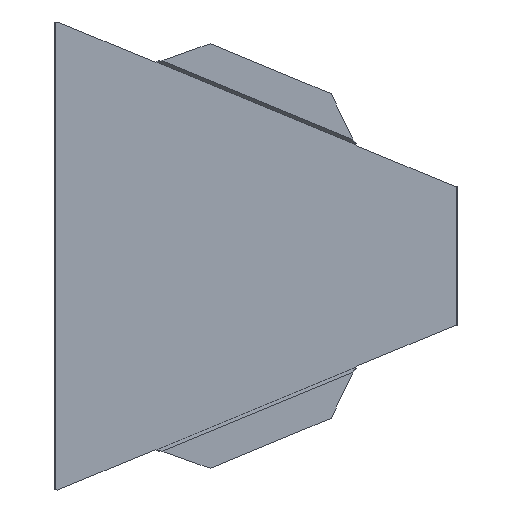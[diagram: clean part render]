
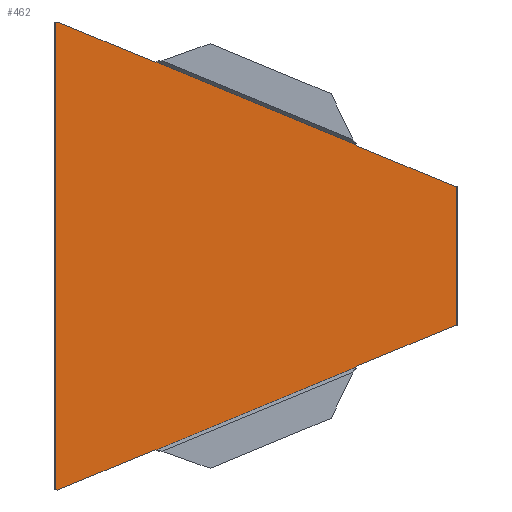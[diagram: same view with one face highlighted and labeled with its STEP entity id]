
A CAD part, front view. The second image highlights one B-rep face of the part: STEP entity #462.
In plain terms, the highlighted planar face has unit normal (0, -1, 0).
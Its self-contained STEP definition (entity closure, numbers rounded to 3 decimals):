
#23 = CARTESIAN_POINT ( 'NONE',  ( -45.963, -0.7, -88.793 ) ) ;
#31 = CARTESIAN_POINT ( 'NONE',  ( -46.194, -0.7, -88.745 ) ) ;
#42 = CARTESIAN_POINT ( 'NONE',  ( -90.8, -0.7, 107.221 ) ) ;
#77 = CARTESIAN_POINT ( 'NONE',  ( -45.504, -0.7, -88.907 ) ) ;
#94 = CARTESIAN_POINT ( 'NONE',  ( -45.504, -0.7, 88.907 ) ) ;
#101 = LINE ( 'NONE', #1069, #993 ) ;
#109 = EDGE_CURVE ( 'NONE', #1464, #212, #613, .T. ) ;
#117 = VERTEX_POINT ( 'NONE', #42 ) ;
#121 = VECTOR ( 'NONE', #1045, 1000. ) ;
#132 = LINE ( 'NONE', #547, #481 ) ;
#146 = DIRECTION ( 'NONE',  ( -1., 0., 0. ) ) ;
#178 = CARTESIAN_POINT ( 'NONE',  ( -92.5, -0.7, -107.221 ) ) ;
#183 = LINE ( 'NONE', #234, #1167 ) ;
#189 = CARTESIAN_POINT ( 'NONE',  ( 46.194, -0.7, 50.476 ) ) ;
#192 = LINE ( 'NONE', #1606, #1509 ) ;
#197 = DIRECTION ( 'NONE',  ( 0., 0., -1. ) ) ;
#211 = EDGE_CURVE ( 'NONE', #1643, #309, #964, .T. ) ;
#212 = VERTEX_POINT ( 'NONE', #94 ) ;
#213 = CARTESIAN_POINT ( 'NONE',  ( 91.8, -0.7, 150.5 ) ) ;
#225 = VECTOR ( 'NONE', #1093, 1000. ) ;
#234 = CARTESIAN_POINT ( 'NONE',  ( -91.8, -0.7, 150.5 ) ) ;
#261 = LINE ( 'NONE', #262, #1231 ) ;
#262 = CARTESIAN_POINT ( 'NONE',  ( -92.5, -0.7, 32. ) ) ;
#276 = EDGE_CURVE ( 'NONE', #687, #919, #721, .T. ) ;
#309 = VERTEX_POINT ( 'NONE', #940 ) ;
#326 = CARTESIAN_POINT ( 'NONE',  ( -91.8, -0.7, 107.221 ) ) ;
#357 = CARTESIAN_POINT ( 'NONE',  ( -46.194, -0.7, -88.745 ) ) ;
#372 = LINE ( 'NONE', #1392, #121 ) ;
#374 = CARTESIAN_POINT ( 'NONE',  ( 91.8, -0.7, 32. ) ) ;
#375 = DIRECTION ( 'NONE',  ( 0.924, 0., 0.383 ) ) ;
#376 = B_SPLINE_CURVE_WITH_KNOTS ( 'NONE', 3,
 ( #500, #1420, #1547, #1471 ),
 .UNSPECIFIED., .F., .F.,
 ( 4, 4 ),
 ( 0.006, 0.006 ),
 .UNSPECIFIED. ) ;
#391 = CARTESIAN_POINT ( 'NONE',  ( -92.5, -0.7, 150.5 ) ) ;
#411 = VERTEX_POINT ( 'NONE', #764 ) ;
#424 = EDGE_CURVE ( 'NONE', #955, #1141, #183, .T. ) ;
#425 = EDGE_CURVE ( 'NONE', #1423, #1620, #132, .T. ) ;
#454 = CARTESIAN_POINT ( 'NONE',  ( 45.821, -0.7, 51.079 ) ) ;
#457 = DIRECTION ( 'NONE',  ( 1., 0., 0. ) ) ;
#462 = ADVANCED_FACE ( 'NONE', ( #769 ), #517, .F. ) ;
#481 = VECTOR ( 'NONE', #562, 1000. ) ;
#489 = VECTOR ( 'NONE', #1305, 1000. ) ;
#500 = CARTESIAN_POINT ( 'NONE',  ( 46.194, -0.7, -50.476 ) ) ;
#517 = PLANE ( 'NONE',  #541 ) ;
#526 = DIRECTION ( 'NONE',  ( 0., 0., -1. ) ) ;
#541 = AXIS2_PLACEMENT_3D ( 'NONE', #391, #1660, #1649 ) ;
#544 = VECTOR ( 'NONE', #197, 1000. ) ;
#547 = CARTESIAN_POINT ( 'NONE',  ( 90.8, -0.7, -32. ) ) ;
#550 = VERTEX_POINT ( 'NONE', #798 ) ;
#562 = DIRECTION ( 'NONE',  ( 1., 0., 0. ) ) ;
#586 = EDGE_CURVE ( 'NONE', #1360, #937, #261, .T. ) ;
#592 = LINE ( 'NONE', #1469, #225 ) ;
#594 = ORIENTED_EDGE ( 'NONE', *, *, #881, .T. ) ;
#602 = CARTESIAN_POINT ( 'NONE',  ( -45.504, -0.7, 88.907 ) ) ;
#613 = B_SPLINE_CURVE_WITH_KNOTS ( 'NONE', 3,
 ( #1152, #803, #793, #602 ),
 .UNSPECIFIED., .F., .F.,
 ( 4, 4 ),
 ( 0.006, 0.006 ),
 .UNSPECIFIED. ) ;
#634 = DIRECTION ( 'NONE',  ( -0.924, 0., 0.383 ) ) ;
#655 = EDGE_CURVE ( 'NONE', #937, #1620, #866, .T. ) ;
#674 = EDGE_CURVE ( 'NONE', #411, #1141, #1189, .T. ) ;
#687 = VERTEX_POINT ( 'NONE', #189 ) ;
#699 = ORIENTED_EDGE ( 'NONE', *, *, #586, .F. ) ;
#714 = ORIENTED_EDGE ( 'NONE', *, *, #998, .T. ) ;
#719 = CARTESIAN_POINT ( 'NONE',  ( 91.8, -0.7, -32. ) ) ;
#720 = EDGE_CURVE ( 'NONE', #550, #1312, #376, .T. ) ;
#721 = B_SPLINE_CURVE_WITH_KNOTS ( 'NONE', 3,
 ( #1091, #1446, #1437, #1111 ),
 .UNSPECIFIED., .F., .F.,
 ( 4, 4 ),
 ( 0.006, 0.006 ),
 .UNSPECIFIED. ) ;
#725 = CARTESIAN_POINT ( 'NONE',  ( 90.8, -0.7, -32. ) ) ;
#764 = CARTESIAN_POINT ( 'NONE',  ( -90.8, -0.7, -107.221 ) ) ;
#769 = FACE_OUTER_BOUND ( 'NONE', #1288, .T. ) ;
#775 = LINE ( 'NONE', #1350, #1644 ) ;
#786 = CARTESIAN_POINT ( 'NONE',  ( 45.821, -0.7, -51.079 ) ) ;
#793 = CARTESIAN_POINT ( 'NONE',  ( -45.731, -0.7, 88.841 ) ) ;
#798 = CARTESIAN_POINT ( 'NONE',  ( 46.194, -0.7, -50.476 ) ) ;
#803 = CARTESIAN_POINT ( 'NONE',  ( -45.963, -0.7, 88.793 ) ) ;
#822 = ORIENTED_EDGE ( 'NONE', *, *, #211, .T. ) ;
#832 = DIRECTION ( 'NONE',  ( 0.924, 0., 0.383 ) ) ;
#866 = LINE ( 'NONE', #213, #544 ) ;
#881 = EDGE_CURVE ( 'NONE', #1464, #117, #1467, .T. ) ;
#893 = ORIENTED_EDGE ( 'NONE', *, *, #1600, .T. ) ;
#917 = ORIENTED_EDGE ( 'NONE', *, *, #655, .F. ) ;
#919 = VERTEX_POINT ( 'NONE', #454 ) ;
#934 = LINE ( 'NONE', #1454, #1544 ) ;
#937 = VERTEX_POINT ( 'NONE', #374 ) ;
#940 = CARTESIAN_POINT ( 'NONE',  ( -45.504, -0.7, -88.907 ) ) ;
#955 = VERTEX_POINT ( 'NONE', #326 ) ;
#962 = CARTESIAN_POINT ( 'NONE',  ( -46.194, -0.7, 88.745 ) ) ;
#964 = B_SPLINE_CURVE_WITH_KNOTS ( 'NONE', 3,
 ( #31, #23, #1622, #77 ),
 .UNSPECIFIED., .F., .F.,
 ( 4, 4 ),
 ( 0.006, 0.006 ),
 .UNSPECIFIED. ) ;
#970 = ORIENTED_EDGE ( 'NONE', *, *, #1519, .T. ) ;
#993 = VECTOR ( 'NONE', #634, 1000. ) ;
#998 = EDGE_CURVE ( 'NONE', #309, #1312, #775, .T. ) ;
#1002 = ORIENTED_EDGE ( 'NONE', *, *, #1263, .T. ) ;
#1023 = EDGE_CURVE ( 'NONE', #919, #212, #101, .T. ) ;
#1034 = ORIENTED_EDGE ( 'NONE', *, *, #276, .T. ) ;
#1045 = DIRECTION ( 'NONE',  ( 0.924, 0., 0.383 ) ) ;
#1069 = CARTESIAN_POINT ( 'NONE',  ( -107.394, -0.7, 114.543 ) ) ;
#1077 = CARTESIAN_POINT ( 'NONE',  ( 90.8, -0.7, 32. ) ) ;
#1091 = CARTESIAN_POINT ( 'NONE',  ( 46.194, -0.7, 50.476 ) ) ;
#1093 = DIRECTION ( 'NONE',  ( -1., 0., 0. ) ) ;
#1111 = CARTESIAN_POINT ( 'NONE',  ( 45.821, -0.7, 51.079 ) ) ;
#1141 = VERTEX_POINT ( 'NONE', #1186 ) ;
#1152 = CARTESIAN_POINT ( 'NONE',  ( -46.194, -0.7, 88.745 ) ) ;
#1167 = VECTOR ( 'NONE', #526, 1000. ) ;
#1181 = EDGE_CURVE ( 'NONE', #117, #955, #592, .T. ) ;
#1183 = ORIENTED_EDGE ( 'NONE', *, *, #1181, .T. ) ;
#1186 = CARTESIAN_POINT ( 'NONE',  ( -91.8, -0.7, -107.221 ) ) ;
#1189 = LINE ( 'NONE', #178, #1557 ) ;
#1197 = ORIENTED_EDGE ( 'NONE', *, *, #720, .F. ) ;
#1203 = DIRECTION ( 'NONE',  ( -0.924, 0., 0.383 ) ) ;
#1231 = VECTOR ( 'NONE', #457, 1000. ) ;
#1263 = EDGE_CURVE ( 'NONE', #550, #1423, #372, .T. ) ;
#1288 = EDGE_LOOP ( 'NONE', ( #970, #1034, #1421, #1462, #594, #1183, #1566, #1318, #893, #822, #714, #1197, #1002, #1662, #917, #699 ) ) ;
#1305 = DIRECTION ( 'NONE',  ( -0.924, 0., 0.383 ) ) ;
#1312 = VERTEX_POINT ( 'NONE', #786 ) ;
#1318 = ORIENTED_EDGE ( 'NONE', *, *, #674, .F. ) ;
#1338 = CARTESIAN_POINT ( 'NONE',  ( 90.8, -0.7, 32. ) ) ;
#1350 = CARTESIAN_POINT ( 'NONE',  ( -0.974, -0.7, -70.463 ) ) ;
#1360 = VERTEX_POINT ( 'NONE', #1338 ) ;
#1392 = CARTESIAN_POINT ( 'NONE',  ( 90.8, -0.7, -32. ) ) ;
#1420 = CARTESIAN_POINT ( 'NONE',  ( 46.065, -0.7, -50.674 ) ) ;
#1421 = ORIENTED_EDGE ( 'NONE', *, *, #1023, .T. ) ;
#1423 = VERTEX_POINT ( 'NONE', #725 ) ;
#1437 = CARTESIAN_POINT ( 'NONE',  ( 45.935, -0.7, 50.872 ) ) ;
#1446 = CARTESIAN_POINT ( 'NONE',  ( 46.065, -0.7, 50.674 ) ) ;
#1454 = CARTESIAN_POINT ( 'NONE',  ( 90.8, -0.7, 32. ) ) ;
#1462 = ORIENTED_EDGE ( 'NONE', *, *, #109, .F. ) ;
#1464 = VERTEX_POINT ( 'NONE', #962 ) ;
#1467 = LINE ( 'NONE', #1077, #489 ) ;
#1469 = CARTESIAN_POINT ( 'NONE',  ( -90.8, -0.7, 107.221 ) ) ;
#1471 = CARTESIAN_POINT ( 'NONE',  ( 45.821, -0.7, -51.079 ) ) ;
#1509 = VECTOR ( 'NONE', #375, 1000. ) ;
#1519 = EDGE_CURVE ( 'NONE', #1360, #687, #934, .T. ) ;
#1544 = VECTOR ( 'NONE', #1203, 1000. ) ;
#1547 = CARTESIAN_POINT ( 'NONE',  ( 45.935, -0.7, -50.872 ) ) ;
#1557 = VECTOR ( 'NONE', #146, 1000. ) ;
#1566 = ORIENTED_EDGE ( 'NONE', *, *, #424, .T. ) ;
#1600 = EDGE_CURVE ( 'NONE', #411, #1643, #192, .T. ) ;
#1606 = CARTESIAN_POINT ( 'NONE',  ( 90.8, -0.7, -32. ) ) ;
#1620 = VERTEX_POINT ( 'NONE', #719 ) ;
#1622 = CARTESIAN_POINT ( 'NONE',  ( -45.731, -0.7, -88.841 ) ) ;
#1643 = VERTEX_POINT ( 'NONE', #357 ) ;
#1644 = VECTOR ( 'NONE', #832, 1000. ) ;
#1649 = DIRECTION ( 'NONE',  ( 0., 0., 1. ) ) ;
#1660 = DIRECTION ( 'NONE',  ( 0., 1., 0. ) ) ;
#1662 = ORIENTED_EDGE ( 'NONE', *, *, #425, .T. ) ;
